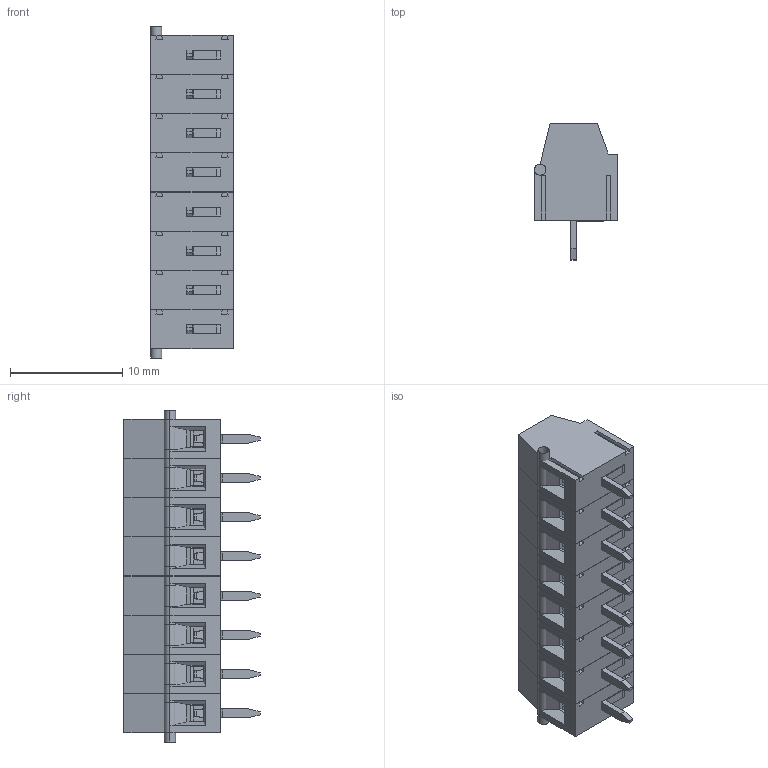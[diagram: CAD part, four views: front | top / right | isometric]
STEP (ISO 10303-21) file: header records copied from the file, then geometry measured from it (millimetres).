
FILE_DESCRIPTION(/* description */ (''),/* implementation_level */ '2;1');
FILE_NAME(/* name */ 'MKBEF1~1',/* time_stamp */ '2018-02-26T17:05:15+03:00',/* author */ (''),/* organization */ (''),/* preprocessor_version */ 'ST-DEVELOPER v15',/* originating_system */ '',/* authorisation */ '');
FILE_SCHEMA (('AUTOMOTIVE_DESIGN'));
Length unit declared in the file: millimetre
Products named in the file (1): Document
Bounding box: 7.4 x 12.15 x 29.63 mm (x, y, z)
Surface area: 2830.2 mm2 (no closed solid volume)
Topology: 0 solids, 48 shells, 936 faces, 2840 edges, 1896 vertices
Faces by surface type: plane 808, bspline 128
Entity records: 29377 total; most frequent: CARTESIAN_POINT 11090, ORIENTED_EDGE 5168, EDGE_CURVE 2840, B_SPLINE_CURVE_WITH_KNOTS 2552, VERTEX_POINT 1896, EDGE_LOOP 960, ADVANCED_FACE 936, FACE_OUTER_BOUND 936
